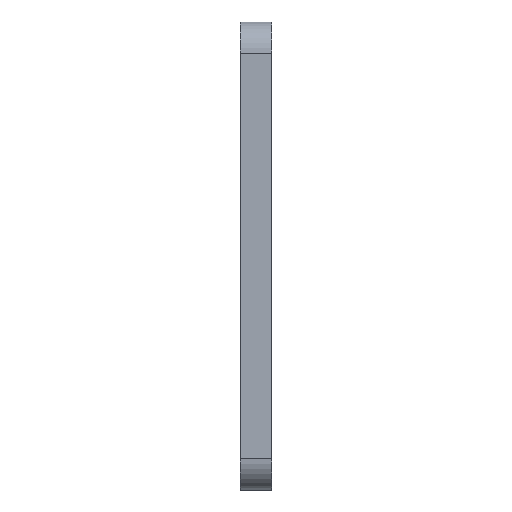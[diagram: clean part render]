
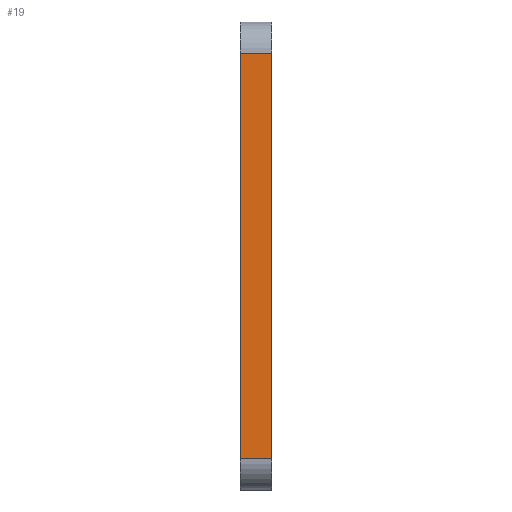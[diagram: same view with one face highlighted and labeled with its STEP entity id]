
A CAD part, left-side view. The second image highlights one B-rep face of the part: STEP entity #19.
In plain terms, the highlighted planar face has unit normal (-1, 0, 0).
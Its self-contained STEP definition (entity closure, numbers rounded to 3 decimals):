
#19 = ADVANCED_FACE ( 'NONE', ( #790 ), #734, .F. ) ;
#33 = EDGE_LOOP ( 'NONE', ( #725, #303, #801, #201 ) ) ;
#67 = CARTESIAN_POINT ( 'NONE',  ( -15., 0., -13. ) ) ;
#79 = LINE ( 'NONE', #586, #527 ) ;
#110 = CARTESIAN_POINT ( 'NONE',  ( -15., 2., 13. ) ) ;
#127 = CARTESIAN_POINT ( 'NONE',  ( -15., 2., -13. ) ) ;
#189 = CARTESIAN_POINT ( 'NONE',  ( -15., 2., 15. ) ) ;
#201 = ORIENTED_EDGE ( 'NONE', *, *, #584, .T. ) ;
#232 = AXIS2_PLACEMENT_3D ( 'NONE', #806, #270, #381 ) ;
#235 = EDGE_CURVE ( 'NONE', #246, #817, #854, .T. ) ;
#246 = VERTEX_POINT ( 'NONE', #127 ) ;
#270 = DIRECTION ( 'NONE',  ( 1., 0., 0. ) ) ;
#283 = DIRECTION ( 'NONE',  ( 0., -1., 0. ) ) ;
#296 = VECTOR ( 'NONE', #283, 1000. ) ;
#303 = ORIENTED_EDGE ( 'NONE', *, *, #537, .T. ) ;
#304 = DIRECTION ( 'NONE',  ( 0., 1., 0. ) ) ;
#365 = LINE ( 'NONE', #765, #826 ) ;
#381 = DIRECTION ( 'NONE',  ( 0., 0., -1. ) ) ;
#444 = DIRECTION ( 'NONE',  ( 0., 0., 1. ) ) ;
#481 = LINE ( 'NONE', #674, #296 ) ;
#527 = VECTOR ( 'NONE', #655, 1000. ) ;
#537 = EDGE_CURVE ( 'NONE', #246, #702, #481, .T. ) ;
#545 = VECTOR ( 'NONE', #444, 1000. ) ;
#584 = EDGE_CURVE ( 'NONE', #858, #817, #365, .T. ) ;
#586 = CARTESIAN_POINT ( 'NONE',  ( -15., 0., 15. ) ) ;
#627 = CARTESIAN_POINT ( 'NONE',  ( -15., 0., 13. ) ) ;
#655 = DIRECTION ( 'NONE',  ( 0., 0., 1. ) ) ;
#674 = CARTESIAN_POINT ( 'NONE',  ( -15., 2., -13. ) ) ;
#682 = EDGE_CURVE ( 'NONE', #702, #858, #79, .T. ) ;
#702 = VERTEX_POINT ( 'NONE', #67 ) ;
#725 = ORIENTED_EDGE ( 'NONE', *, *, #235, .F. ) ;
#734 = PLANE ( 'NONE',  #232 ) ;
#765 = CARTESIAN_POINT ( 'NONE',  ( -15., 2., 13. ) ) ;
#790 = FACE_OUTER_BOUND ( 'NONE', #33, .T. ) ;
#801 = ORIENTED_EDGE ( 'NONE', *, *, #682, .T. ) ;
#806 = CARTESIAN_POINT ( 'NONE',  ( -15., 2., 15. ) ) ;
#817 = VERTEX_POINT ( 'NONE', #110 ) ;
#826 = VECTOR ( 'NONE', #304, 1000. ) ;
#854 = LINE ( 'NONE', #189, #545 ) ;
#858 = VERTEX_POINT ( 'NONE', #627 ) ;
